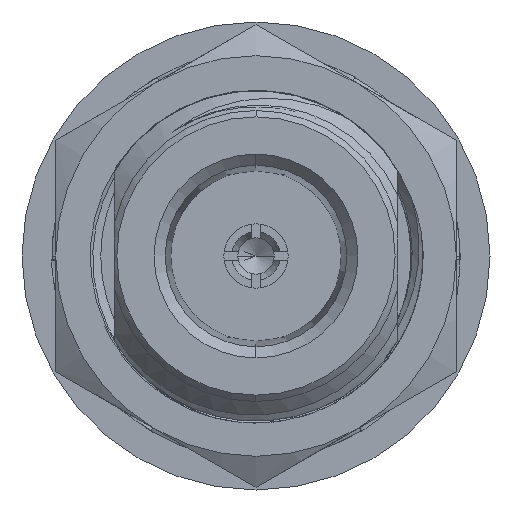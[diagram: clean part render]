
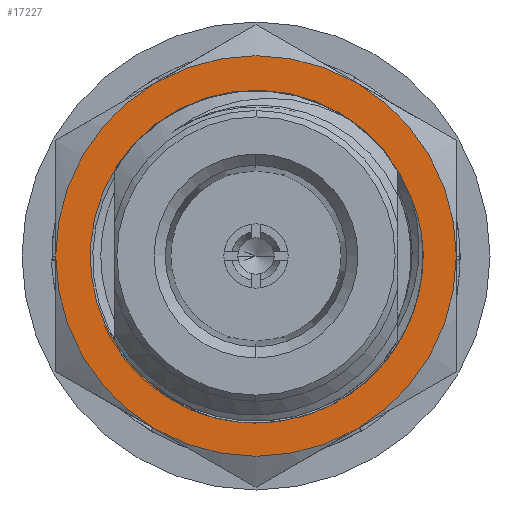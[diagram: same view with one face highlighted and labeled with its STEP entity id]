
A CAD part, left-side view. The second image highlights one B-rep face of the part: STEP entity #17227.
In plain terms, the highlighted planar face has unit normal (-1, 0, 0).
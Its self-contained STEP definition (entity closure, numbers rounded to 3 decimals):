
#1403=CARTESIAN_POINT('',(11.8,0.,0.));
#1404=DIRECTION('',(1.,0.,0.));
#1405=DIRECTION('',(0.,0.428,-0.904));
#1406=AXIS2_PLACEMENT_3D('',#1403,#1404,#1405);
#5405=CARTESIAN_POINT('',(11.8,0.,0.));
#5406=DIRECTION('',(-1.,0.,0.));
#5407=DIRECTION('',(0.,-0.5,0.866));
#5408=AXIS2_PLACEMENT_3D('',#5405,#5406,#5407);
#5410=CARTESIAN_POINT('',(11.8,0.,0.));
#5411=DIRECTION('',(-1.,0.,0.));
#5412=DIRECTION('',(0.,-1.,0.));
#5413=AXIS2_PLACEMENT_3D('',#5410,#5411,#5412);
#5415=CARTESIAN_POINT('',(11.8,0.,0.));
#5416=DIRECTION('',(-1.,0.,0.));
#5417=DIRECTION('',(0.,-0.5,-0.866));
#5418=AXIS2_PLACEMENT_3D('',#5415,#5416,#5417);
#5420=CARTESIAN_POINT('',(11.8,0.,0.));
#5421=DIRECTION('',(-1.,0.,0.));
#5422=DIRECTION('',(0.,1.,0.));
#5423=AXIS2_PLACEMENT_3D('',#5420,#5421,#5422);
#5425=CARTESIAN_POINT('',(11.8,0.,0.));
#5426=DIRECTION('',(-1.,0.,0.));
#5427=DIRECTION('',(0.,0.5,0.866));
#5428=AXIS2_PLACEMENT_3D('',#5425,#5426,#5427);
#5430=CARTESIAN_POINT('',(11.8,1.861,-7.703));
#5431=CARTESIAN_POINT('',(11.8,2.036,-7.654));
#5432=CARTESIAN_POINT('',(11.8,2.38,-7.545));
#5433=CARTESIAN_POINT('',(11.8,2.883,-7.346));
#5434=CARTESIAN_POINT('',(11.8,3.208,-7.191));
#5435=CARTESIAN_POINT('',(11.8,3.367,-7.108));
#5437=CARTESIAN_POINT('',(11.8,-7.838,1.17));
#5438=CARTESIAN_POINT('',(11.8,-7.886,0.849));
#5439=CARTESIAN_POINT('',(11.8,-7.942,0.207));
#5440=CARTESIAN_POINT('',(11.8,-7.908,-0.764));
#5441=CARTESIAN_POINT('',(11.8,-7.756,-1.723));
#5442=CARTESIAN_POINT('',(11.8,-7.488,-2.656));
#5443=CARTESIAN_POINT('',(11.8,-7.108,-3.549));
#5444=CARTESIAN_POINT('',(11.8,-6.622,-4.389));
#5445=CARTESIAN_POINT('',(11.8,-6.037,-5.164));
#5446=CARTESIAN_POINT('',(11.8,-5.362,-5.862));
#5447=CARTESIAN_POINT('',(11.8,-4.607,-6.472));
#5448=CARTESIAN_POINT('',(11.8,-3.784,-6.986));
#5449=CARTESIAN_POINT('',(11.8,-2.903,-7.395));
#5450=CARTESIAN_POINT('',(11.8,-1.98,-7.694));
#5451=CARTESIAN_POINT('',(11.8,-1.027,-7.878));
#5452=CARTESIAN_POINT('',(11.8,-0.059,-7.945));
#5453=CARTESIAN_POINT('',(11.8,0.911,-7.892));
#5454=CARTESIAN_POINT('',(11.8,1.546,-7.779));
#5455=CARTESIAN_POINT('',(11.8,1.861,-7.703));
#5457=CARTESIAN_POINT('',(11.8,-7.379,2.723));
#5458=CARTESIAN_POINT('',(11.8,-7.447,2.556));
#5459=CARTESIAN_POINT('',(11.8,-7.573,2.219));
#5460=CARTESIAN_POINT('',(11.8,-7.726,1.7));
#5461=CARTESIAN_POINT('',(11.8,-7.805,1.348));
#5462=CARTESIAN_POINT('',(11.8,-7.838,1.17));
#6373=CARTESIAN_POINT('',(11.8,0.,0.));
#6374=DIRECTION('',(-1.,0.,0.));
#6375=DIRECTION('',(0.,0.5,-0.866));
#6376=AXIS2_PLACEMENT_3D('',#6373,#6374,#6375);
#10068=CARTESIAN_POINT('',(11.8,3.367,-7.108));
#10069=CARTESIAN_POINT('',(11.8,-7.379,2.723));
#10070=VERTEX_POINT('',#10068);
#10071=VERTEX_POINT('',#10069);
#10076=VERTEX_POINT('',#5430);
#10077=VERTEX_POINT('',#5437);
#10083=CARTESIAN_POINT('',(11.8,4.75,8.227));
#10084=CARTESIAN_POINT('',(11.8,9.5,0.));
#10085=VERTEX_POINT('',#10083);
#10086=VERTEX_POINT('',#10084);
#10087=CARTESIAN_POINT('',(11.8,4.75,-8.227));
#10088=VERTEX_POINT('',#10087);
#10089=CARTESIAN_POINT('',(11.8,-4.75,-8.227));
#10090=CARTESIAN_POINT('',(11.8,-9.5,0.));
#10091=VERTEX_POINT('',#10089);
#10092=VERTEX_POINT('',#10090);
#10093=CARTESIAN_POINT('',(11.8,-4.75,8.227));
#10094=VERTEX_POINT('',#10093);
#17202=CARTESIAN_POINT('',(11.8,0.,0.));
#17203=DIRECTION('',(1.,0.,0.));
#17204=DIRECTION('',(0.,-1.,0.));
#17205=AXIS2_PLACEMENT_3D('',#17202,#17203,#17204);
#17206=PLANE('',#17205);
#17207=ORIENTED_EDGE('',*,*,#17195,.F.);
#17209=ORIENTED_EDGE('',*,*,#17208,.F.);
#17211=ORIENTED_EDGE('',*,*,#17210,.F.);
#17213=ORIENTED_EDGE('',*,*,#17212,.F.);
#17215=ORIENTED_EDGE('',*,*,#17214,.F.);
#17217=ORIENTED_EDGE('',*,*,#17216,.F.);
#17218=EDGE_LOOP('',(#17207,#17209,#17211,#17213,#17215,#17217));
#17219=FACE_OUTER_BOUND('',#17218,.F.);
#17220=ORIENTED_EDGE('',*,*,#11271,.F.);
#17221=ORIENTED_EDGE('',*,*,#14254,.F.);
#17223=ORIENTED_EDGE('',*,*,#17222,.F.);
#17224=ORIENTED_EDGE('',*,*,#11019,.F.);
#17225=EDGE_LOOP('',(#17220,#17221,#17223,#17224));
#17226=FACE_BOUND('',#17225,.F.);
#17227=ADVANCED_FACE('',(#17219,#17226),#17206,.F.);
#1407=CIRCLE('',#1406,7.865);
#5409=CIRCLE('',#5408,9.5);
#5414=CIRCLE('',#5413,9.5);
#5419=CIRCLE('',#5418,9.5);
#5424=CIRCLE('',#5423,9.5);
#5429=CIRCLE('',#5428,9.5);
#5436=B_SPLINE_CURVE_WITH_KNOTS('',3,(#5430,#5431,#5432,#5433,#5434,#5435),
.UNSPECIFIED.,.F.,.F.,(4,1,1,4),(0.,0.333,0.667,1.),
.UNSPECIFIED.);
#5456=B_SPLINE_CURVE_WITH_KNOTS('',3,(#5437,#5438,#5439,#5440,#5441,#5442,#5443,
#5444,#5445,#5446,#5447,#5448,#5449,#5450,#5451,#5452,#5453,#5454,#5455),
.UNSPECIFIED.,.F.,.F.,(4,1,1,1,1,1,1,1,1,1,1,1,1,1,1,1,4),(0.,0.063,0.125,
0.188,0.25,0.313,0.375,0.438,0.5,0.563,0.625,0.688,
0.75,0.813,0.875,0.938,1.),.UNSPECIFIED.);
#5463=B_SPLINE_CURVE_WITH_KNOTS('',3,(#5457,#5458,#5459,#5460,#5461,#5462),
.UNSPECIFIED.,.F.,.F.,(4,1,1,4),(0.,0.333,0.667,1.),
.UNSPECIFIED.);
#6377=CIRCLE('',#6376,9.5);
#11019=EDGE_CURVE('',#10071,#10077,#5463,.T.);
#11271=EDGE_CURVE('',#10070,#10071,#1407,.T.);
#14254=EDGE_CURVE('',#10076,#10070,#5436,.T.);
#17195=EDGE_CURVE('',#10094,#10085,#5409,.T.);
#17208=EDGE_CURVE('',#10092,#10094,#5414,.T.);
#17210=EDGE_CURVE('',#10091,#10092,#5419,.T.);
#17212=EDGE_CURVE('',#10088,#10091,#6377,.T.);
#17214=EDGE_CURVE('',#10086,#10088,#5424,.T.);
#17216=EDGE_CURVE('',#10085,#10086,#5429,.T.);
#17222=EDGE_CURVE('',#10077,#10076,#5456,.T.);
